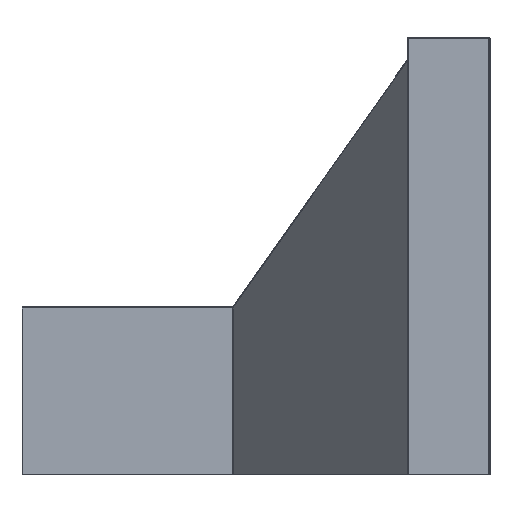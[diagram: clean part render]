
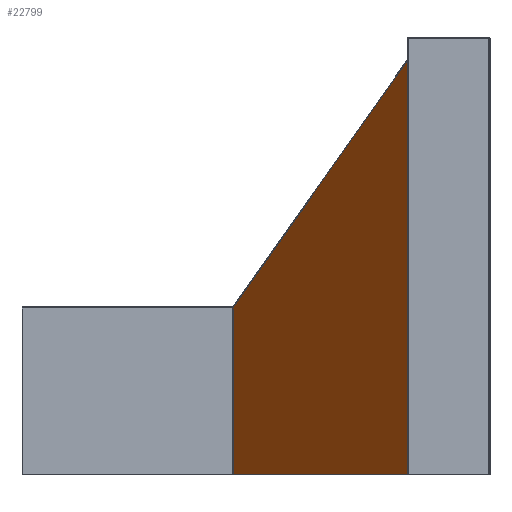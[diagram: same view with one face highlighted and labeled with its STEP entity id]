
A CAD part, left-side view. The second image highlights one B-rep face of the part: STEP entity #22799.
In plain terms, the highlighted planar face has unit normal (-0.613, 0.79, 0).
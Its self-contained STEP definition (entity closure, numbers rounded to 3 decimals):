
#422 = EDGE_CURVE ( 'NONE', #2818, #27149, #6711, .T. ) ;
#1645 = CARTESIAN_POINT ( 'NONE',  ( -298.432, 469.664, -93.755 ) ) ;
#2307 = VERTEX_POINT ( 'NONE', #24856 ) ;
#2818 = VERTEX_POINT ( 'NONE', #23692 ) ;
#2852 = VERTEX_POINT ( 'NONE', #14718 ) ;
#4508 = CARTESIAN_POINT ( 'NONE',  ( -710., 150., -400. ) ) ;
#6071 = ORIENTED_EDGE ( 'NONE', *, *, #10017, .T. ) ;
#6104 = CARTESIAN_POINT ( 'NONE',  ( -298.387, 469.7, -93.803 ) ) ;
#6480 = DIRECTION ( 'NONE',  ( -0.613, 0.79, 0. ) ) ;
#6711 = LINE ( 'NONE', #29931, #12969 ) ;
#8689 = CARTESIAN_POINT ( 'NONE',  ( -298.387, 469.7, -400. ) ) ;
#8972 = EDGE_CURVE ( 'NONE', #2307, #2818, #13900, .T. ) ;
#9031 = DIRECTION ( 'NONE',  ( 0.596, 0.463, -0.656 ) ) ;
#9476 = VECTOR ( 'NONE', #19887, 1000. ) ;
#10017 = EDGE_CURVE ( 'NONE', #27149, #12649, #13210, .T. ) ;
#11429 = PLANE ( 'NONE',  #13928 ) ;
#11508 = CARTESIAN_POINT ( 'NONE',  ( -298.454, 469.647, -93.731 ) ) ;
#12011 = B_SPLINE_CURVE_WITH_KNOTS ( 'NONE', 3,
 ( #4508, #27712, #22923, #8689 ),
 .UNSPECIFIED., .F., .F.,
 ( 4, 4 ),
 ( 0., 0.999 ),
 .UNSPECIFIED. ) ;
#12649 = VERTEX_POINT ( 'NONE', #15050 ) ;
#12969 = VECTOR ( 'NONE', #9031, 1000. ) ;
#13210 =( BOUNDED_CURVE ( )  B_SPLINE_CURVE ( 3, ( #11508, #1645, #18180, #6104 ),
 .UNSPECIFIED., .F., .F. ) 
 B_SPLINE_CURVE_WITH_KNOTS ( ( 4, 4 ),
 ( 3.757, 3.786 ),
 .UNSPECIFIED. ) 
 CURVE ( )  GEOMETRIC_REPRESENTATION_ITEM ( )  RATIONAL_B_SPLINE_CURVE ( ( 1., 1., 1., 1. ) ) 
 REPRESENTATION_ITEM ( '' )  );
#13313 = CARTESIAN_POINT ( 'NONE',  ( -298.454, 469.647, -93.731 ) ) ;
#13900 = LINE ( 'NONE', #21002, #29869 ) ;
#13928 = AXIS2_PLACEMENT_3D ( 'NONE', #21168, #6480, #25655 ) ;
#14718 = CARTESIAN_POINT ( 'NONE',  ( -298.387, 469.7, -400. ) ) ;
#15050 = CARTESIAN_POINT ( 'NONE',  ( -298.387, 469.7, -93.803 ) ) ;
#15423 = EDGE_CURVE ( 'NONE', #2307, #2852, #12011, .T. ) ;
#17565 = LINE ( 'NONE', #24517, #9476 ) ;
#18180 = CARTESIAN_POINT ( 'NONE',  ( -298.41, 469.682, -93.779 ) ) ;
#19310 = ORIENTED_EDGE ( 'NONE', *, *, #422, .T. ) ;
#19887 = DIRECTION ( 'NONE',  ( 0., 0., -1. ) ) ;
#21002 = CARTESIAN_POINT ( 'NONE',  ( -710., 150., -400. ) ) ;
#21168 = CARTESIAN_POINT ( 'NONE',  ( -710., 150., -400. ) ) ;
#21744 = ORIENTED_EDGE ( 'NONE', *, *, #8972, .T. ) ;
#22799 = ADVANCED_FACE ( 'NONE', ( #23653 ), #11429, .T. ) ;
#22923 = CARTESIAN_POINT ( 'NONE',  ( -435.591, 363.133, -400. ) ) ;
#22974 = EDGE_CURVE ( 'NONE', #12649, #2852, #17565, .T. ) ;
#23462 = ORIENTED_EDGE ( 'NONE', *, *, #22974, .T. ) ;
#23653 = FACE_OUTER_BOUND ( 'NONE', #26746, .T. ) ;
#23692 = CARTESIAN_POINT ( 'NONE',  ( -710., 150., 358.77 ) ) ;
#24517 = CARTESIAN_POINT ( 'NONE',  ( -298.387, 469.7, -400. ) ) ;
#24856 = CARTESIAN_POINT ( 'NONE',  ( -710., 150., -400. ) ) ;
#25655 = DIRECTION ( 'NONE',  ( 0., 0., 1. ) ) ;
#26746 = EDGE_LOOP ( 'NONE', ( #21744, #19310, #6071, #23462, #30562 ) ) ;
#27149 = VERTEX_POINT ( 'NONE', #13313 ) ;
#27712 = CARTESIAN_POINT ( 'NONE',  ( -572.796, 256.567, -400. ) ) ;
#29869 = VECTOR ( 'NONE', #30436, 1000. ) ;
#29931 = CARTESIAN_POINT ( 'NONE',  ( -298.868, 469.326, -93.276 ) ) ;
#30436 = DIRECTION ( 'NONE',  ( 0., 0., 1. ) ) ;
#30562 = ORIENTED_EDGE ( 'NONE', *, *, #15423, .F. ) ;
